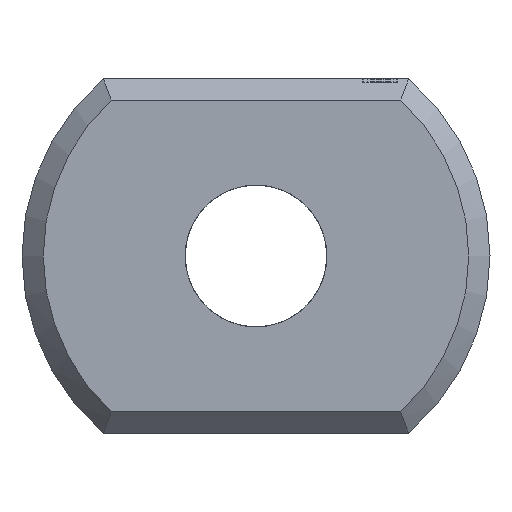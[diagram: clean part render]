
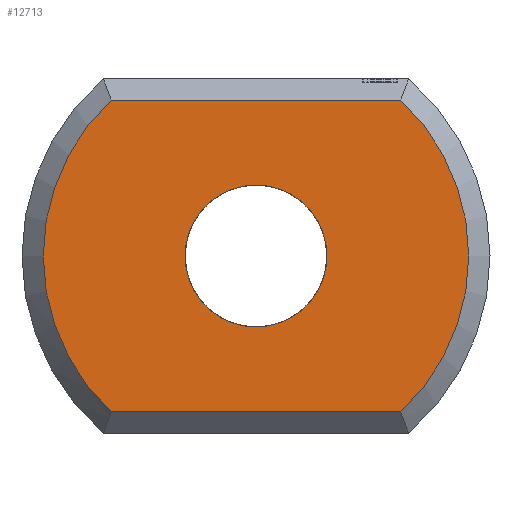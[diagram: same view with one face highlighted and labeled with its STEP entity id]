
A CAD part, left-side view. The second image highlights one B-rep face of the part: STEP entity #12713.
In plain terms, the highlighted planar face has unit normal (-1, 0, 0).
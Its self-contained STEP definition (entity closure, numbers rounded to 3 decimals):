
#298 = PLANE('',#299);
#299 = AXIS2_PLACEMENT_3D('',#300,#301,#302);
#300 = CARTESIAN_POINT('',(0.15,-2.154,-2.35));
#301 = DIRECTION('',(-0.707,0.,-0.707));
#302 = DIRECTION('',(0.,-1.,0.));
#725 = CONICAL_SURFACE('',#726,3.3,0.785);
#726 = AXIS2_PLACEMENT_3D('',#727,#728,#729);
#727 = CARTESIAN_POINT('',(0.3,0.,0.));
#728 = DIRECTION('',(1.,0.,0.));
#729 = DIRECTION('',(0.,0.653,-0.758));
#872 = CONICAL_SURFACE('',#873,3.3,0.785);
#873 = AXIS2_PLACEMENT_3D('',#874,#875,#876);
#874 = CARTESIAN_POINT('',(0.3,0.,0.));
#875 = DIRECTION('',(1.,0.,0.));
#876 = DIRECTION('',(0.,-0.653,0.758));
#909 = VERTEX_POINT('',#910);
#910 = CARTESIAN_POINT('',(0.,-2.04,-2.2));
#937 = VERTEX_POINT('',#938);
#938 = CARTESIAN_POINT('',(0.,2.04,-2.2));
#963 = EDGE_CURVE('',#909,#937,#964,.T.);
#964 = SURFACE_CURVE('',#965,(#969,#976),.PCURVE_S1.);
#965 = LINE('',#966,#967);
#966 = CARTESIAN_POINT('',(0.,-2.154,-2.2));
#967 = VECTOR('',#968,1.);
#968 = DIRECTION('',(0.,1.,0.));
#969 = PCURVE('',#298,#970);
#970 = DEFINITIONAL_REPRESENTATION('',(#971),#975);
#971 = LINE('',#972,#973);
#972 = CARTESIAN_POINT('',(0.,0.212));
#973 = VECTOR('',#974,1.);
#974 = DIRECTION('',(-1.,0.));
#975 = ( GEOMETRIC_REPRESENTATION_CONTEXT(2) 
PARAMETRIC_REPRESENTATION_CONTEXT() REPRESENTATION_CONTEXT('2D SPACE',''
  ) );
#976 = PCURVE('',#977,#982);
#977 = PLANE('',#978);
#978 = AXIS2_PLACEMENT_3D('',#979,#980,#981);
#979 = CARTESIAN_POINT('',(0.,0.,
    0.));
#980 = DIRECTION('',(1.,0.,0.));
#981 = DIRECTION('',(0.,0.,1.));
#982 = DEFINITIONAL_REPRESENTATION('',(#983),#987);
#983 = LINE('',#984,#985);
#984 = CARTESIAN_POINT('',(-2.2,2.154));
#985 = VECTOR('',#986,1.);
#986 = DIRECTION('',(0.,-1.));
#987 = ( GEOMETRIC_REPRESENTATION_CONTEXT(2) 
PARAMETRIC_REPRESENTATION_CONTEXT() REPRESENTATION_CONTEXT('2D SPACE',''
  ) );
#1763 = PLANE('',#1764);
#1764 = AXIS2_PLACEMENT_3D('',#1765,#1766,#1767);
#1765 = CARTESIAN_POINT('',(0.15,-2.154,2.35));
#1766 = DIRECTION('',(0.707,0.,-0.707
    ));
#1767 = DIRECTION('',(0.,-1.,0.));
#12500 = VERTEX_POINT('',#12501);
#12501 = CARTESIAN_POINT('',(0.,2.04,2.2));
#12526 = EDGE_CURVE('',#937,#12500,#12527,.T.);
#12527 = SURFACE_CURVE('',#12528,(#12533,#12540),.PCURVE_S1.);
#12528 = CIRCLE('',#12529,3.);
#12529 = AXIS2_PLACEMENT_3D('',#12530,#12531,#12532);
#12530 = CARTESIAN_POINT('',(0.,0.,
    0.));
#12531 = DIRECTION('',(1.,0.,0.));
#12532 = DIRECTION('',(0.,0.653,-0.758)
  );
#12533 = PCURVE('',#725,#12534);
#12534 = DEFINITIONAL_REPRESENTATION('',(#12535),#12539);
#12535 = LINE('',#12536,#12537);
#12536 = CARTESIAN_POINT('',(0.,-0.3));
#12537 = VECTOR('',#12538,1.);
#12538 = DIRECTION('',(1.,-0.));
#12539 = ( GEOMETRIC_REPRESENTATION_CONTEXT(2) 
PARAMETRIC_REPRESENTATION_CONTEXT() REPRESENTATION_CONTEXT('2D SPACE',''
  ) );
#12540 = PCURVE('',#977,#12541);
#12541 = DEFINITIONAL_REPRESENTATION('',(#12542),#12546);
#12542 = CIRCLE('',#12543,3.);
#12543 = AXIS2_PLACEMENT_2D('',#12544,#12545);
#12544 = CARTESIAN_POINT('',(0.,0.));
#12545 = DIRECTION('',(-0.758,-0.653));
#12546 = ( GEOMETRIC_REPRESENTATION_CONTEXT(2) 
PARAMETRIC_REPRESENTATION_CONTEXT() REPRESENTATION_CONTEXT('2D SPACE',''
  ) );
#12664 = VERTEX_POINT('',#12665);
#12665 = CARTESIAN_POINT('',(0.,-2.04,2.2));
#12692 = EDGE_CURVE('',#12664,#909,#12693,.T.);
#12693 = SURFACE_CURVE('',#12694,(#12699,#12706),.PCURVE_S1.);
#12694 = CIRCLE('',#12695,3.);
#12695 = AXIS2_PLACEMENT_3D('',#12696,#12697,#12698);
#12696 = CARTESIAN_POINT('',(0.,0.,
    0.));
#12697 = DIRECTION('',(1.,0.,0.));
#12698 = DIRECTION('',(0.,-0.653,0.758)
  );
#12699 = PCURVE('',#872,#12700);
#12700 = DEFINITIONAL_REPRESENTATION('',(#12701),#12705);
#12701 = LINE('',#12702,#12703);
#12702 = CARTESIAN_POINT('',(0.,-0.3));
#12703 = VECTOR('',#12704,1.);
#12704 = DIRECTION('',(1.,-0.));
#12705 = ( GEOMETRIC_REPRESENTATION_CONTEXT(2) 
PARAMETRIC_REPRESENTATION_CONTEXT() REPRESENTATION_CONTEXT('2D SPACE',''
  ) );
#12706 = PCURVE('',#977,#12707);
#12707 = DEFINITIONAL_REPRESENTATION('',(#12708),#12712);
#12708 = CIRCLE('',#12709,3.);
#12709 = AXIS2_PLACEMENT_2D('',#12710,#12711);
#12710 = CARTESIAN_POINT('',(0.,0.));
#12711 = DIRECTION('',(0.758,0.653));
#12712 = ( GEOMETRIC_REPRESENTATION_CONTEXT(2) 
PARAMETRIC_REPRESENTATION_CONTEXT() REPRESENTATION_CONTEXT('2D SPACE',''
  ) );
#12713 = ADVANCED_FACE('',(#12714,#12740),#977,.F.);
#12714 = FACE_BOUND('',#12715,.F.);
#12715 = EDGE_LOOP('',(#12716,#12717,#12738,#12739));
#12716 = ORIENTED_EDGE('',*,*,#12526,.T.);
#12717 = ORIENTED_EDGE('',*,*,#12718,.F.);
#12718 = EDGE_CURVE('',#12664,#12500,#12719,.T.);
#12719 = SURFACE_CURVE('',#12720,(#12724,#12731),.PCURVE_S1.);
#12720 = LINE('',#12721,#12722);
#12721 = CARTESIAN_POINT('',(0.,-2.154,2.2));
#12722 = VECTOR('',#12723,1.);
#12723 = DIRECTION('',(0.,1.,0.));
#12724 = PCURVE('',#977,#12725);
#12725 = DEFINITIONAL_REPRESENTATION('',(#12726),#12730);
#12726 = LINE('',#12727,#12728);
#12727 = CARTESIAN_POINT('',(2.2,2.154));
#12728 = VECTOR('',#12729,1.);
#12729 = DIRECTION('',(0.,-1.));
#12730 = ( GEOMETRIC_REPRESENTATION_CONTEXT(2) 
PARAMETRIC_REPRESENTATION_CONTEXT() REPRESENTATION_CONTEXT('2D SPACE',''
  ) );
#12731 = PCURVE('',#1763,#12732);
#12732 = DEFINITIONAL_REPRESENTATION('',(#12733),#12737);
#12733 = LINE('',#12734,#12735);
#12734 = CARTESIAN_POINT('',(0.,0.212));
#12735 = VECTOR('',#12736,1.);
#12736 = DIRECTION('',(-1.,0.));
#12737 = ( GEOMETRIC_REPRESENTATION_CONTEXT(2) 
PARAMETRIC_REPRESENTATION_CONTEXT() REPRESENTATION_CONTEXT('2D SPACE',''
  ) );
#12738 = ORIENTED_EDGE('',*,*,#12692,.T.);
#12739 = ORIENTED_EDGE('',*,*,#963,.T.);
#12740 = FACE_BOUND('',#12741,.T.);
#12741 = EDGE_LOOP('',(#12742));
#12742 = ORIENTED_EDGE('',*,*,#12743,.T.);
#12743 = EDGE_CURVE('',#12744,#12744,#12746,.T.);
#12744 = VERTEX_POINT('',#12745);
#12745 = CARTESIAN_POINT('',(0.,1.,0.));
#12746 = SURFACE_CURVE('',#12747,(#12752,#12759),.PCURVE_S1.);
#12747 = CIRCLE('',#12748,1.);
#12748 = AXIS2_PLACEMENT_3D('',#12749,#12750,#12751);
#12749 = CARTESIAN_POINT('',(0.,0.,0.));
#12750 = DIRECTION('',(1.,0.,0.));
#12751 = DIRECTION('',(0.,1.,0.));
#12752 = PCURVE('',#977,#12753);
#12753 = DEFINITIONAL_REPRESENTATION('',(#12754),#12758);
#12754 = CIRCLE('',#12755,1.);
#12755 = AXIS2_PLACEMENT_2D('',#12756,#12757);
#12756 = CARTESIAN_POINT('',(0.,0.));
#12757 = DIRECTION('',(0.,-1.));
#12758 = ( GEOMETRIC_REPRESENTATION_CONTEXT(2) 
PARAMETRIC_REPRESENTATION_CONTEXT() REPRESENTATION_CONTEXT('2D SPACE',''
  ) );
#12759 = PCURVE('',#12760,#12765);
#12760 = CYLINDRICAL_SURFACE('',#12761,1.);
#12761 = AXIS2_PLACEMENT_3D('',#12762,#12763,#12764);
#12762 = CARTESIAN_POINT('',(0.,0.,0.));
#12763 = DIRECTION('',(-1.,0.,0.));
#12764 = DIRECTION('',(0.,1.,0.));
#12765 = DEFINITIONAL_REPRESENTATION('',(#12766),#12770);
#12766 = LINE('',#12767,#12768);
#12767 = CARTESIAN_POINT('',(-0.,0.));
#12768 = VECTOR('',#12769,1.);
#12769 = DIRECTION('',(-1.,0.));
#12770 = ( GEOMETRIC_REPRESENTATION_CONTEXT(2) 
PARAMETRIC_REPRESENTATION_CONTEXT() REPRESENTATION_CONTEXT('2D SPACE',''
  ) );
